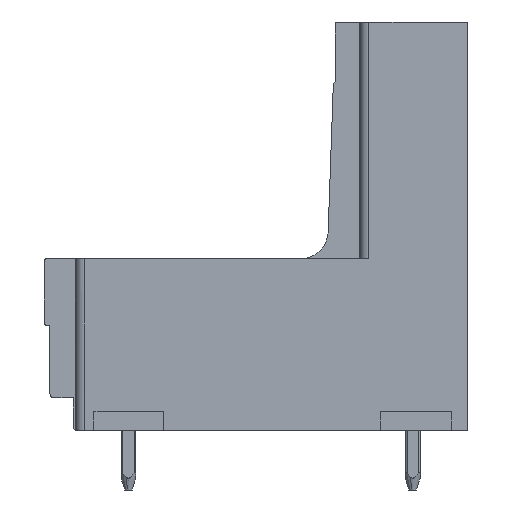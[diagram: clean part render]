
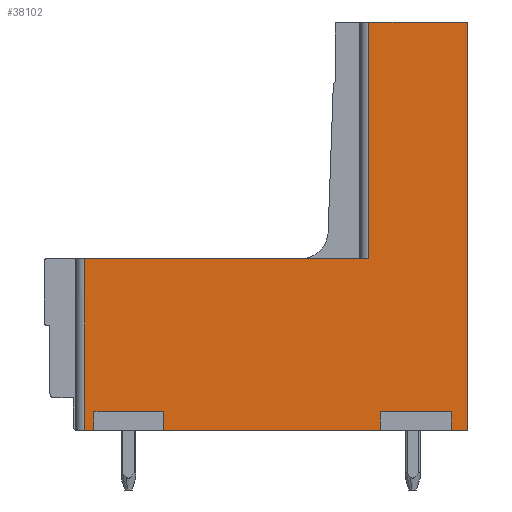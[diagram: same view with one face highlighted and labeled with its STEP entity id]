
A CAD part, left-side view. The second image highlights one B-rep face of the part: STEP entity #38102.
In plain terms, the highlighted planar face has unit normal (-1, 0, 0).
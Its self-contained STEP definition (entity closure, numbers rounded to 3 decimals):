
#38041=AXIS2_PLACEMENT_3D('Plane Axis2P3D',#38038,#38039,#38040) ;
#194=CARTESIAN_POINT('Vertex',(0.,0.,3.2)) ;
#197=CARTESIAN_POINT('Line Origine',(0.,0.435,3.2)) ;
#201=CARTESIAN_POINT('Vertex',(0.,0.87,3.2)) ;
#250=CARTESIAN_POINT('Vertex',(0.,4.69,3.2)) ;
#253=CARTESIAN_POINT('Line Origine',(0.,10.495,3.2)) ;
#257=CARTESIAN_POINT('Vertex',(0.,16.3,3.2)) ;
#278=CARTESIAN_POINT('Vertex',(0.,20.04,3.2)) ;
#281=CARTESIAN_POINT('Line Origine',(0.,20.29,3.2)) ;
#285=CARTESIAN_POINT('Vertex',(0.,20.54,3.2)) ;
#33220=CARTESIAN_POINT('Vertex',(0.,5.3,25.1)) ;
#33223=CARTESIAN_POINT('Line Origine',(0.,2.65,25.1)) ;
#33227=CARTESIAN_POINT('Vertex',(0.,0.,25.1)) ;
#37306=CARTESIAN_POINT('Line Origine',(0.,0.,14.15)) ;
#37958=CARTESIAN_POINT('Line Origine',(0.,20.54,14.15)) ;
#37962=CARTESIAN_POINT('Vertex',(0.,20.54,12.4)) ;
#38023=CARTESIAN_POINT('Vertex',(0.,5.3,12.4)) ;
#38026=CARTESIAN_POINT('Line Origine',(0.,5.3,14.15)) ;
#38038=CARTESIAN_POINT('Axis2P3D Location',(0.,0.,0.)) ;
#38043=CARTESIAN_POINT('Line Origine',(0.,12.92,12.4)) ;
#38048=CARTESIAN_POINT('Line Origine',(0.,20.04,3.7)) ;
#38052=CARTESIAN_POINT('Vertex',(0.,20.04,4.2)) ;
#38055=CARTESIAN_POINT('Line Origine',(0.,18.17,4.2)) ;
#38059=CARTESIAN_POINT('Vertex',(0.,16.3,4.2)) ;
#38062=CARTESIAN_POINT('Line Origine',(0.,16.3,3.7)) ;
#38067=CARTESIAN_POINT('Line Origine',(0.,4.69,3.7)) ;
#38071=CARTESIAN_POINT('Vertex',(0.,4.69,4.2)) ;
#38074=CARTESIAN_POINT('Line Origine',(0.,2.78,4.2)) ;
#38078=CARTESIAN_POINT('Vertex',(0.,0.87,4.2)) ;
#38081=CARTESIAN_POINT('Line Origine',(0.,0.87,3.7)) ;
#198=DIRECTION('Vector Direction',(0.,1.,0.)) ;
#254=DIRECTION('Vector Direction',(0.,1.,0.)) ;
#282=DIRECTION('Vector Direction',(0.,1.,0.)) ;
#33224=DIRECTION('Vector Direction',(0.,-1.,0.)) ;
#37307=DIRECTION('Vector Direction',(0.,0.,-1.)) ;
#37959=DIRECTION('Vector Direction',(0.,0.,1.)) ;
#38027=DIRECTION('Vector Direction',(0.,0.,1.)) ;
#38039=DIRECTION('Axis2P3D Direction',(-1.,0.,0.)) ;
#38040=DIRECTION('Axis2P3D XDirection',(0.,0.,1.)) ;
#38044=DIRECTION('Vector Direction',(0.,-1.,0.)) ;
#38049=DIRECTION('Vector Direction',(0.,0.,-1.)) ;
#38056=DIRECTION('Vector Direction',(0.,-1.,0.)) ;
#38063=DIRECTION('Vector Direction',(0.,0.,1.)) ;
#38068=DIRECTION('Vector Direction',(0.,0.,-1.)) ;
#38075=DIRECTION('Vector Direction',(0.,-1.,0.)) ;
#38082=DIRECTION('Vector Direction',(0.,0.,1.)) ;
#199=VECTOR('Line Direction',#198,1.) ;
#255=VECTOR('Line Direction',#254,1.) ;
#283=VECTOR('Line Direction',#282,1.) ;
#33225=VECTOR('Line Direction',#33224,1.) ;
#37308=VECTOR('Line Direction',#37307,1.) ;
#37960=VECTOR('Line Direction',#37959,1.) ;
#38028=VECTOR('Line Direction',#38027,1.) ;
#38045=VECTOR('Line Direction',#38044,1.) ;
#38050=VECTOR('Line Direction',#38049,1.) ;
#38057=VECTOR('Line Direction',#38056,1.) ;
#38064=VECTOR('Line Direction',#38063,1.) ;
#38069=VECTOR('Line Direction',#38068,1.) ;
#38076=VECTOR('Line Direction',#38075,1.) ;
#38083=VECTOR('Line Direction',#38082,1.) ;
#38087=ORIENTED_EDGE('',*,*,#38047,.F.) ;
#38088=ORIENTED_EDGE('',*,*,#37964,.T.) ;
#38089=ORIENTED_EDGE('',*,*,#287,.T.) ;
#38090=ORIENTED_EDGE('',*,*,#38054,.T.) ;
#38091=ORIENTED_EDGE('',*,*,#38061,.T.) ;
#38092=ORIENTED_EDGE('',*,*,#38066,.T.) ;
#38093=ORIENTED_EDGE('',*,*,#259,.T.) ;
#38094=ORIENTED_EDGE('',*,*,#38073,.T.) ;
#38095=ORIENTED_EDGE('',*,*,#38080,.T.) ;
#38096=ORIENTED_EDGE('',*,*,#38085,.T.) ;
#38097=ORIENTED_EDGE('',*,*,#203,.T.) ;
#38098=ORIENTED_EDGE('',*,*,#37310,.T.) ;
#38099=ORIENTED_EDGE('',*,*,#33229,.T.) ;
#38100=ORIENTED_EDGE('',*,*,#38030,.T.) ;
#38102=ADVANCED_FACE('HOUSING',(#38101),#38042,.T.) ;
#203=EDGE_CURVE('',#202,#195,#200,.F.) ;
#259=EDGE_CURVE('',#258,#251,#256,.F.) ;
#287=EDGE_CURVE('',#286,#279,#284,.F.) ;
#33229=EDGE_CURVE('',#33228,#33221,#33226,.F.) ;
#37310=EDGE_CURVE('',#195,#33228,#37309,.F.) ;
#37964=EDGE_CURVE('',#37963,#286,#37961,.F.) ;
#38030=EDGE_CURVE('',#33221,#38024,#38029,.F.) ;
#38047=EDGE_CURVE('',#37963,#38024,#38046,.T.) ;
#38054=EDGE_CURVE('',#279,#38053,#38051,.F.) ;
#38061=EDGE_CURVE('',#38053,#38060,#38058,.T.) ;
#38066=EDGE_CURVE('',#38060,#258,#38065,.F.) ;
#38073=EDGE_CURVE('',#251,#38072,#38070,.F.) ;
#38080=EDGE_CURVE('',#38072,#38079,#38077,.T.) ;
#38085=EDGE_CURVE('',#38079,#202,#38084,.F.) ;
#38086=EDGE_LOOP('',(#38087,#38088,#38089,#38090,#38091,#38092,#38093,#38094,#38095,#38096,#38097,#38098,#38099,#38100)) ;
#38101=FACE_OUTER_BOUND('',#38086,.T.) ;
#200=LINE('Line',#197,#199) ;
#256=LINE('Line',#253,#255) ;
#284=LINE('Line',#281,#283) ;
#33226=LINE('Line',#33223,#33225) ;
#37309=LINE('Line',#37306,#37308) ;
#37961=LINE('Line',#37958,#37960) ;
#38029=LINE('Line',#38026,#38028) ;
#38046=LINE('Line',#38043,#38045) ;
#38051=LINE('Line',#38048,#38050) ;
#38058=LINE('Line',#38055,#38057) ;
#38065=LINE('Line',#38062,#38064) ;
#38070=LINE('Line',#38067,#38069) ;
#38077=LINE('Line',#38074,#38076) ;
#38084=LINE('Line',#38081,#38083) ;
#38042=PLANE('',#38041) ;
#195=VERTEX_POINT('',#194) ;
#202=VERTEX_POINT('',#201) ;
#251=VERTEX_POINT('',#250) ;
#258=VERTEX_POINT('',#257) ;
#279=VERTEX_POINT('',#278) ;
#286=VERTEX_POINT('',#285) ;
#33221=VERTEX_POINT('',#33220) ;
#33228=VERTEX_POINT('',#33227) ;
#37963=VERTEX_POINT('',#37962) ;
#38024=VERTEX_POINT('',#38023) ;
#38053=VERTEX_POINT('',#38052) ;
#38060=VERTEX_POINT('',#38059) ;
#38072=VERTEX_POINT('',#38071) ;
#38079=VERTEX_POINT('',#38078) ;
